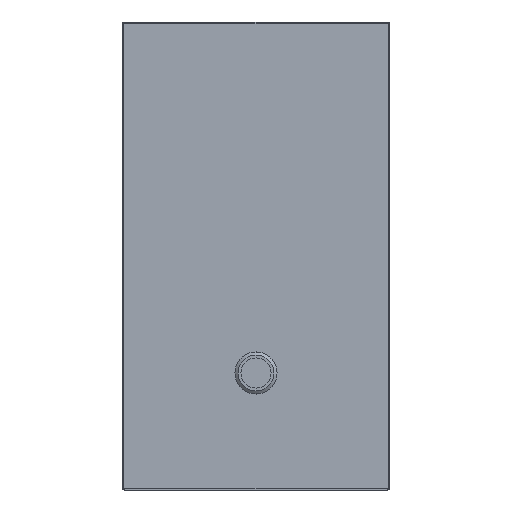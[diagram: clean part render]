
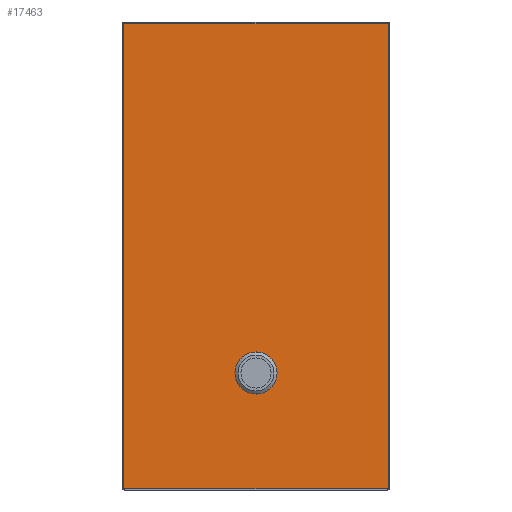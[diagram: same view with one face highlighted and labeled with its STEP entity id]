
A CAD part, front view. The second image highlights one B-rep face of the part: STEP entity #17463.
In plain terms, the highlighted planar face has unit normal (0, -1, 0).
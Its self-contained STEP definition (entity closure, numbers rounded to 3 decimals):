
#17262=CARTESIAN_POINT('',(393.,-40.,-343.));
#17263=DIRECTION('',(0.,-1.,0.));
#17264=DIRECTION('',(0.,0.,-1.));
#17265=AXIS2_PLACEMENT_3D('',#17262,#17263,#17264);
#17267=DIRECTION('',(1.,0.,0.));
#17268=VECTOR('',#17267,786.);
#17269=CARTESIAN_POINT('',(-393.,-40.,-346.));
#17270=LINE('',#17269,#17268);
#17271=CARTESIAN_POINT('',(-393.,-40.,-343.));
#17272=DIRECTION('',(0.,-1.,0.));
#17273=DIRECTION('',(-1.,0.,0.));
#17274=AXIS2_PLACEMENT_3D('',#17271,#17272,#17273);
#17276=DIRECTION('',(0.,0.,-1.));
#17277=VECTOR('',#17276,1386.);
#17278=CARTESIAN_POINT('',(-396.,-40.,1043.));
#17279=LINE('',#17278,#17277);
#17280=CARTESIAN_POINT('',(-393.,-40.,1043.));
#17281=DIRECTION('',(0.,-1.,0.));
#17282=DIRECTION('',(0.,0.,1.));
#17283=AXIS2_PLACEMENT_3D('',#17280,#17281,#17282);
#17285=DIRECTION('',(-1.,0.,0.));
#17286=VECTOR('',#17285,786.);
#17287=CARTESIAN_POINT('',(393.,-40.,1046.));
#17288=LINE('',#17287,#17286);
#17289=CARTESIAN_POINT('',(393.,-40.,1043.));
#17290=DIRECTION('',(0.,-1.,0.));
#17291=DIRECTION('',(1.,0.,0.));
#17292=AXIS2_PLACEMENT_3D('',#17289,#17290,#17291);
#17294=DIRECTION('',(0.,0.,1.));
#17295=VECTOR('',#17294,1386.);
#17296=CARTESIAN_POINT('',(396.,-40.,-343.));
#17297=LINE('',#17296,#17295);
#17298=CARTESIAN_POINT('',(0.,-40.,0.));
#17299=DIRECTION('',(0.,-1.,0.));
#17300=DIRECTION('',(0.,0.,1.));
#17301=AXIS2_PLACEMENT_3D('',#17298,#17299,#17300);
#17303=CARTESIAN_POINT('',(0.,-40.,0.));
#17304=DIRECTION('',(0.,-1.,0.));
#17305=DIRECTION('',(0.,0.,-1.));
#17306=AXIS2_PLACEMENT_3D('',#17303,#17304,#17305);
#17394=CARTESIAN_POINT('',(393.,-40.,-346.));
#17395=CARTESIAN_POINT('',(396.,-40.,-343.));
#17396=VERTEX_POINT('',#17394);
#17397=VERTEX_POINT('',#17395);
#17398=CARTESIAN_POINT('',(396.,-40.,1043.));
#17399=VERTEX_POINT('',#17398);
#17400=CARTESIAN_POINT('',(393.,-40.,1046.));
#17401=VERTEX_POINT('',#17400);
#17402=CARTESIAN_POINT('',(-393.,-40.,1046.));
#17403=VERTEX_POINT('',#17402);
#17404=CARTESIAN_POINT('',(-396.,-40.,1043.));
#17405=VERTEX_POINT('',#17404);
#17406=CARTESIAN_POINT('',(-396.,-40.,-343.));
#17407=VERTEX_POINT('',#17406);
#17408=CARTESIAN_POINT('',(-393.,-40.,-346.));
#17409=VERTEX_POINT('',#17408);
#17426=CARTESIAN_POINT('',(0.,-40.,62.921));
#17427=CARTESIAN_POINT('',(0.,-40.,-62.921));
#17428=VERTEX_POINT('',#17426);
#17429=VERTEX_POINT('',#17427);
#17434=CARTESIAN_POINT('',(0.,-40.,0.));
#17435=DIRECTION('',(0.,-1.,0.));
#17436=DIRECTION('',(-1.,0.,0.));
#17437=AXIS2_PLACEMENT_3D('',#17434,#17435,#17436);
#17438=PLANE('',#17437);
#17440=ORIENTED_EDGE('',*,*,#17439,.F.);
#17442=ORIENTED_EDGE('',*,*,#17441,.F.);
#17444=ORIENTED_EDGE('',*,*,#17443,.F.);
#17446=ORIENTED_EDGE('',*,*,#17445,.F.);
#17448=ORIENTED_EDGE('',*,*,#17447,.F.);
#17450=ORIENTED_EDGE('',*,*,#17449,.F.);
#17452=ORIENTED_EDGE('',*,*,#17451,.F.);
#17454=ORIENTED_EDGE('',*,*,#17453,.F.);
#17455=EDGE_LOOP('',(#17440,#17442,#17444,#17446,#17448,#17450,#17452,#17454));
#17456=FACE_OUTER_BOUND('',#17455,.F.);
#17458=ORIENTED_EDGE('',*,*,#17457,.T.);
#17460=ORIENTED_EDGE('',*,*,#17459,.T.);
#17461=EDGE_LOOP('',(#17458,#17460));
#17462=FACE_BOUND('',#17461,.F.);
#17463=ADVANCED_FACE('',(#17456,#17462),#17438,.T.);
#17266=CIRCLE('',#17265,3.);
#17275=CIRCLE('',#17274,3.);
#17284=CIRCLE('',#17283,3.);
#17293=CIRCLE('',#17292,3.);
#17302=CIRCLE('',#17301,62.921);
#17307=CIRCLE('',#17306,62.921);
#17439=EDGE_CURVE('',#17396,#17397,#17266,.T.);
#17441=EDGE_CURVE('',#17409,#17396,#17270,.T.);
#17443=EDGE_CURVE('',#17407,#17409,#17275,.T.);
#17445=EDGE_CURVE('',#17405,#17407,#17279,.T.);
#17447=EDGE_CURVE('',#17403,#17405,#17284,.T.);
#17449=EDGE_CURVE('',#17401,#17403,#17288,.T.);
#17451=EDGE_CURVE('',#17399,#17401,#17293,.T.);
#17453=EDGE_CURVE('',#17397,#17399,#17297,.T.);
#17457=EDGE_CURVE('',#17428,#17429,#17302,.T.);
#17459=EDGE_CURVE('',#17429,#17428,#17307,.T.);
